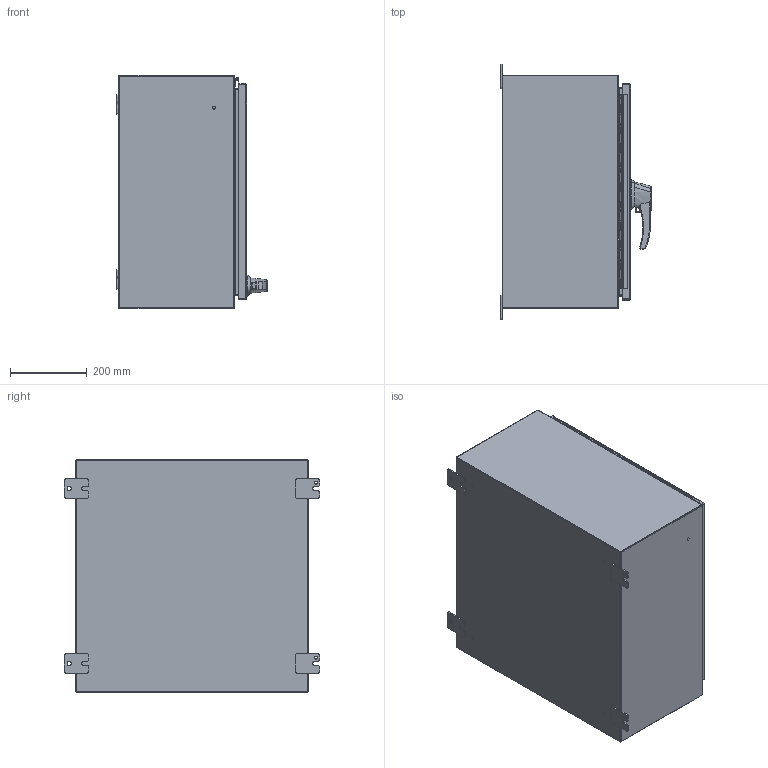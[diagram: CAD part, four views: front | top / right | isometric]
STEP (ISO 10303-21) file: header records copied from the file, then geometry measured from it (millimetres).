
FILE_DESCRIPTION (( 'STEP AP214' ), '1' );
FILE_NAME ('HW242412SSHK.STEP', '2019-08-19T13:25:30', ( '' ), ( '' ), 'SwSTEP 2.0', 'SolidWorks 2018', '' );
FILE_SCHEMA (( 'AUTOMOTIVE_DESIGN' ));
Length unit declared in the file: inch
Products named in the file (1): HW242412SSHK
Bounding box: 392.43 x 666.75 x 609.6 mm (x, y, z)
Volume: 3524200.1 mm3; surface area: 3594708.2 mm2
Topology: 44 solids, 45 shells, 1371 faces, 3450 edges, 2203 vertices
Faces by surface type: plane 665, cylinder 559, bspline 103, cone 44
Entity records: 98034 total; most frequent: CARTESIAN_POINT 47485, ORIENTED_EDGE 6884, DIRECTION 6451, EDGE_CURVE 3442, AXIS2_PLACEMENT_3D 2228, VERTEX_POINT 2203, VECTOR 1995, LINE 1995
